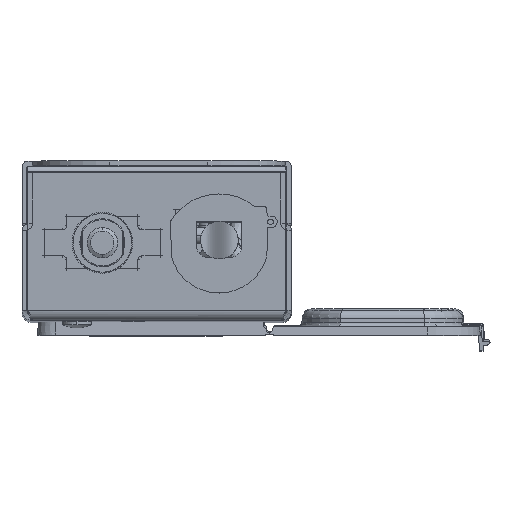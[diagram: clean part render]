
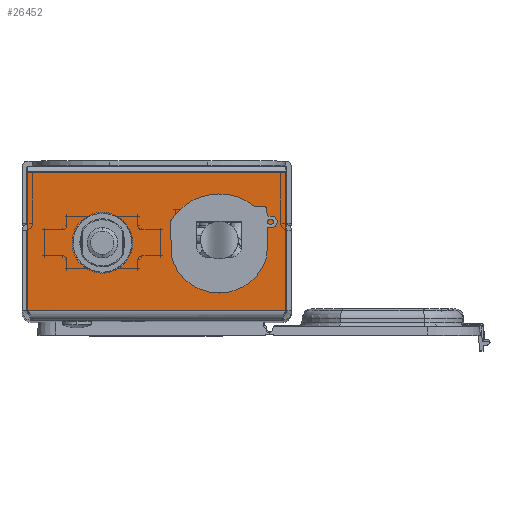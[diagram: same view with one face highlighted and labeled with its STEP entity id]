
A CAD part, top view. The second image highlights one B-rep face of the part: STEP entity #26452.
In plain terms, the highlighted planar face has unit normal (0, 0, 1).
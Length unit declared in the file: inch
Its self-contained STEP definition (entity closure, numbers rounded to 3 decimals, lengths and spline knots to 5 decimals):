
#771 = ORIENTED_EDGE ( 'NONE', *, *, #93350, .T. ) ;
#2714 = ORIENTED_EDGE ( 'NONE', *, *, #46448, .F. ) ;
#3045 = ORIENTED_EDGE ( 'NONE', *, *, #38031, .F. ) ;
#3365 = CARTESIAN_POINT ( 'NONE',  ( 3.9325, 2.92162, 12.32592 ) ) ;
#3654 = CARTESIAN_POINT ( 'NONE',  ( 3.23737, 3.57382, 12.32592 ) ) ;
#4515 = VERTEX_POINT ( 'NONE', #51013 ) ;
#5323 = CARTESIAN_POINT ( 'NONE',  ( 3.61487, 3.77971, 12.32592 ) ) ;
#6439 = CARTESIAN_POINT ( 'NONE',  ( 2.13737, 3.81397, 12.32592 ) ) ;
#7778 = CARTESIAN_POINT ( 'NONE',  ( 1.38737, 4.25602, 12.32592 ) ) ;
#8508 = FACE_OUTER_BOUND ( 'NONE', #45057, .T. ) ;
#9793 = CARTESIAN_POINT ( 'NONE',  ( 2.85987, 2.87162, 12.32592 ) ) ;
#10624 = VECTOR ( 'NONE', #91163, 39.37008 ) ;
#11272 = FACE_BOUND ( 'NONE', #105492, .T. ) ;
#11616 = CARTESIAN_POINT ( 'NONE',  ( 2.13737, 3.57382, 12.32592 ) ) ;
#12442 = EDGE_CURVE ( 'NONE', #58081, #104570, #37195, .T. ) ;
#12553 = DIRECTION ( 'NONE',  ( 0., 0., 1. ) ) ;
#12932 = CARTESIAN_POINT ( 'NONE',  ( 2.35387, 2.87162, 12.32592 ) ) ;
#13166 = DIRECTION ( 'NONE',  ( 0., 0., 1. ) ) ;
#14939 = LINE ( 'NONE', #76150, #94271 ) ;
#15852 = VERTEX_POINT ( 'NONE', #53104 ) ;
#18625 = CIRCLE ( 'NONE', #34425, 0.43 ) ;
#20109 = EDGE_CURVE ( 'NONE', #26552, #35217, #14939, .T. ) ;
#20328 = LINE ( 'NONE', #55036, #10624 ) ;
#20846 = CARTESIAN_POINT ( 'NONE',  ( 3.23737, 3.57382, 12.32592 ) ) ;
#25082 = CIRCLE ( 'NONE', #51728, 0.24015 ) ;
#25342 = DIRECTION ( 'NONE',  ( 0., 0., 1. ) ) ;
#26452 = ADVANCED_FACE ( 'NONE', ( #59837, #11272, #8508 ), #69240, .T. ) ;
#26552 = VERTEX_POINT ( 'NONE', #35057 ) ;
#28244 = ORIENTED_EDGE ( 'NONE', *, *, #63555, .T. ) ;
#32638 = DIRECTION ( 'NONE',  ( 0., -1., 0. ) ) ;
#33504 = VERTEX_POINT ( 'NONE', #5323 ) ;
#34425 = AXIS2_PLACEMENT_3D ( 'NONE', #3654, #12553, #84483 ) ;
#34613 = CARTESIAN_POINT ( 'NONE',  ( 3.23737, 3.57382, 12.32592 ) ) ;
#35057 = CARTESIAN_POINT ( 'NONE',  ( 3.87763, 4.25602, 12.32592 ) ) ;
#35217 = VERTEX_POINT ( 'NONE', #100463 ) ;
#35730 = VERTEX_POINT ( 'NONE', #45868 ) ;
#36673 = AXIS2_PLACEMENT_3D ( 'NONE', #11616, #46952, #81643 ) ;
#37195 = CIRCLE ( 'NONE', #36673, 0.24015 ) ;
#38031 = EDGE_CURVE ( 'NONE', #54263, #4515, #70406, .T. ) ;
#39025 = DIRECTION ( 'NONE',  ( 0., 1., 0. ) ) ;
#39150 = VERTEX_POINT ( 'NONE', #6439 ) ;
#39564 = EDGE_CURVE ( 'NONE', #104570, #35730, #101838, .T. ) ;
#40105 = VECTOR ( 'NONE', #43004, 39.37008 ) ;
#42427 = ORIENTED_EDGE ( 'NONE', *, *, #12442, .F. ) ;
#43004 = DIRECTION ( 'NONE',  ( 1., 0., 0. ) ) ;
#44193 = VECTOR ( 'NONE', #93682, 39.37008 ) ;
#44391 = DIRECTION ( 'NONE',  ( 0., -1., 0. ) ) ;
#45057 = EDGE_LOOP ( 'NONE', ( #96794, #79159, #28244, #771 ) ) ;
#45868 = CARTESIAN_POINT ( 'NONE',  ( 2.35387, 3.67774, 12.32592 ) ) ;
#46207 = CARTESIAN_POINT ( 'NONE',  ( 3.23737, 4.00382, 12.32592 ) ) ;
#46448 = EDGE_CURVE ( 'NONE', #4515, #93711, #86669, .T. ) ;
#46952 = DIRECTION ( 'NONE',  ( 0., 0., 1. ) ) ;
#47081 = EDGE_CURVE ( 'NONE', #35730, #39150, #25082, .T. ) ;
#49216 = EDGE_CURVE ( 'NONE', #26552, #79218, #20328, .T. ) ;
#50058 = ORIENTED_EDGE ( 'NONE', *, *, #103426, .F. ) ;
#50104 = CARTESIAN_POINT ( 'NONE',  ( 3.61487, 2.87162, 12.32592 ) ) ;
#51013 = CARTESIAN_POINT ( 'NONE',  ( 2.85987, 3.36792, 12.32592 ) ) ;
#51728 = AXIS2_PLACEMENT_3D ( 'NONE', #85834, #13166, #75331 ) ;
#53104 = CARTESIAN_POINT ( 'NONE',  ( 1.92087, 3.67774, 12.32592 ) ) ;
#54263 = VERTEX_POINT ( 'NONE', #91918 ) ;
#55036 = CARTESIAN_POINT ( 'NONE',  ( 3.87763, 4.25602, 12.32592 ) ) ;
#55713 = CARTESIAN_POINT ( 'NONE',  ( 3.61487, 3.36792, 12.32592 ) ) ;
#58081 = VERTEX_POINT ( 'NONE', #80200 ) ;
#58087 = LINE ( 'NONE', #3365, #40105 ) ;
#59837 = FACE_BOUND ( 'NONE', #72607, .T. ) ;
#60614 = CARTESIAN_POINT ( 'NONE',  ( 1.38737, 2.87162, 12.32592 ) ) ;
#62798 = ORIENTED_EDGE ( 'NONE', *, *, #98659, .F. ) ;
#63555 = EDGE_CURVE ( 'NONE', #79218, #75864, #80176, .T. ) ;
#64128 = DIRECTION ( 'NONE',  ( 0., -1., 0. ) ) ;
#64663 = ORIENTED_EDGE ( 'NONE', *, *, #112877, .F. ) ;
#64695 = DIRECTION ( 'NONE',  ( 0., 0., 1. ) ) ;
#65738 = CARTESIAN_POINT ( 'NONE',  ( 1.38737, 2.92162, 12.32592 ) ) ;
#67786 = LINE ( 'NONE', #50104, #44193 ) ;
#68736 = AXIS2_PLACEMENT_3D ( 'NONE', #20846, #64695, #100955 ) ;
#68974 = VECTOR ( 'NONE', #107597, 39.37008 ) ;
#69240 = PLANE ( 'NONE',  #81159 ) ;
#70389 = DIRECTION ( 'NONE',  ( 0., 0., 1. ) ) ;
#70406 = LINE ( 'NONE', #9793, #109419 ) ;
#72607 = EDGE_LOOP ( 'NONE', ( #42427, #50058, #64663, #113328, #79985 ) ) ;
#75331 = DIRECTION ( 'NONE',  ( 0., -1., 0. ) ) ;
#75364 = VERTEX_POINT ( 'NONE', #46207 ) ;
#75864 = VERTEX_POINT ( 'NONE', #65738 ) ;
#76150 = CARTESIAN_POINT ( 'NONE',  ( 3.87763, 2.87162, 12.32592 ) ) ;
#77799 = CARTESIAN_POINT ( 'NONE',  ( 2.13737, 3.57382, 12.32592 ) ) ;
#79159 = ORIENTED_EDGE ( 'NONE', *, *, #49216, .T. ) ;
#79218 = VERTEX_POINT ( 'NONE', #7778 ) ;
#79985 = ORIENTED_EDGE ( 'NONE', *, *, #39564, .F. ) ;
#80176 = LINE ( 'NONE', #60614, #68974 ) ;
#80200 = CARTESIAN_POINT ( 'NONE',  ( 1.92087, 3.46989, 12.32592 ) ) ;
#81159 = AXIS2_PLACEMENT_3D ( 'NONE', #89072, #70389, #44391 ) ;
#81643 = DIRECTION ( 'NONE',  ( 0., -1., 0. ) ) ;
#84483 = DIRECTION ( 'NONE',  ( 0., -1., 0. ) ) ;
#85834 = CARTESIAN_POINT ( 'NONE',  ( 2.13737, 3.57382, 12.32592 ) ) ;
#86669 = CIRCLE ( 'NONE', #68736, 0.43 ) ;
#87552 = DIRECTION ( 'NONE',  ( 0., -1., 0. ) ) ;
#88611 = AXIS2_PLACEMENT_3D ( 'NONE', #77799, #25342, #87552 ) ;
#88842 = LINE ( 'NONE', #104236, #98446 ) ;
#89072 = CARTESIAN_POINT ( 'NONE',  ( 3.9325, 2.87162, 12.32592 ) ) ;
#91163 = DIRECTION ( 'NONE',  ( -1., 0., 0. ) ) ;
#91918 = CARTESIAN_POINT ( 'NONE',  ( 2.85987, 3.77971, 12.32592 ) ) ;
#93350 = EDGE_CURVE ( 'NONE', #75864, #35217, #58087, .T. ) ;
#93410 = VECTOR ( 'NONE', #39025, 39.37008 ) ;
#93682 = DIRECTION ( 'NONE',  ( 0., 1., 0. ) ) ;
#93711 = VERTEX_POINT ( 'NONE', #55713 ) ;
#94271 = VECTOR ( 'NONE', #32638, 39.37008 ) ;
#96037 = DIRECTION ( 'NONE',  ( 0., -1., 0. ) ) ;
#96794 = ORIENTED_EDGE ( 'NONE', *, *, #20109, .F. ) ;
#97773 = AXIS2_PLACEMENT_3D ( 'NONE', #34613, #114705, #96037 ) ;
#98446 = VECTOR ( 'NONE', #113182, 39.37008 ) ;
#98659 = EDGE_CURVE ( 'NONE', #75364, #54263, #102016, .T. ) ;
#100463 = CARTESIAN_POINT ( 'NONE',  ( 3.87763, 2.92162, 12.32592 ) ) ;
#100955 = DIRECTION ( 'NONE',  ( 0., -1., 0. ) ) ;
#101261 = CARTESIAN_POINT ( 'NONE',  ( 2.35387, 3.46989, 12.32592 ) ) ;
#101838 = LINE ( 'NONE', #12932, #93410 ) ;
#102016 = CIRCLE ( 'NONE', #97773, 0.43 ) ;
#102043 = CIRCLE ( 'NONE', #88611, 0.24015 ) ;
#103426 = EDGE_CURVE ( 'NONE', #15852, #58081, #88842, .T. ) ;
#103445 = ORIENTED_EDGE ( 'NONE', *, *, #104551, .F. ) ;
#104236 = CARTESIAN_POINT ( 'NONE',  ( 1.92087, 2.87162, 12.32592 ) ) ;
#104551 = EDGE_CURVE ( 'NONE', #33504, #75364, #18625, .T. ) ;
#104570 = VERTEX_POINT ( 'NONE', #101261 ) ;
#105492 = EDGE_LOOP ( 'NONE', ( #2714, #3045, #62798, #103445, #108060 ) ) ;
#107597 = DIRECTION ( 'NONE',  ( 0., -1., 0. ) ) ;
#108060 = ORIENTED_EDGE ( 'NONE', *, *, #110350, .F. ) ;
#109419 = VECTOR ( 'NONE', #64128, 39.37008 ) ;
#110350 = EDGE_CURVE ( 'NONE', #93711, #33504, #67786, .T. ) ;
#112877 = EDGE_CURVE ( 'NONE', #39150, #15852, #102043, .T. ) ;
#113182 = DIRECTION ( 'NONE',  ( 0., -1., 0. ) ) ;
#113328 = ORIENTED_EDGE ( 'NONE', *, *, #47081, .F. ) ;
#114705 = DIRECTION ( 'NONE',  ( 0., 0., 1. ) ) ;
